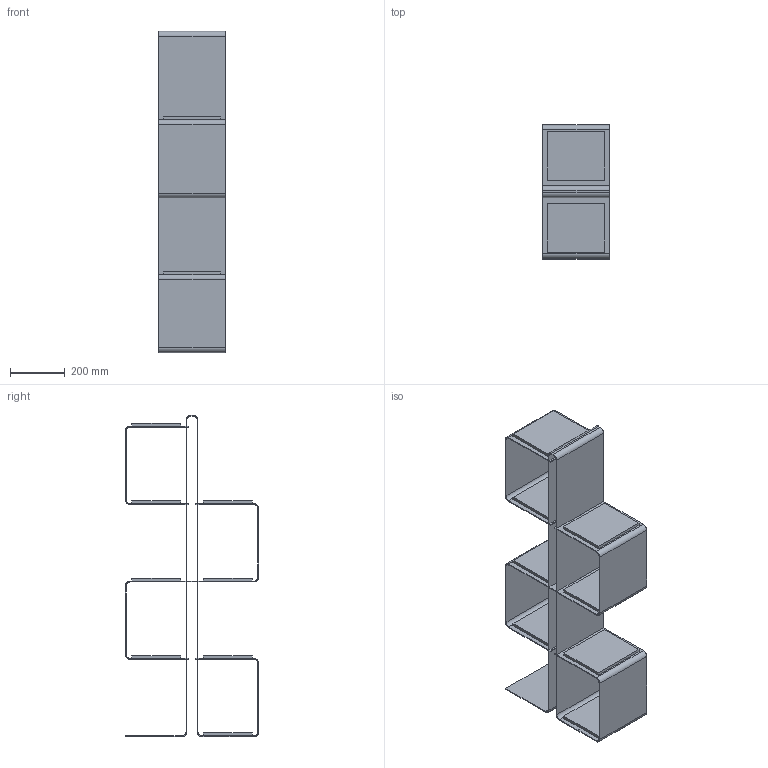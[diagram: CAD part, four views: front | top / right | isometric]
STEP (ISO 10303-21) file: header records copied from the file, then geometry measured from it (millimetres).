
FILE_DESCRIPTION(('FreeCAD Model'),'2;1');
FILE_NAME('Open CASCADE Shape Model','2025-05-01T04:27:54',('FreeCAD'),( 'FreeCAD'),'Open CASCADE STEP processor 7.6','FreeCAD','Unknown');
FILE_SCHEMA(('AUTOMOTIVE_DESIGN { 1 0 10303 214 1 1 1 1 }'));
Length unit declared in the file: millimetre
Products named in the file (1): Open CASCADE STEP translator 7.6 1
Bounding box: 242.99 x 489.22 x 1177.69 mm (x, y, z)
Volume: 7491949.3 mm3; surface area: 3389259.1 mm2
Topology: 12 solids, 12 shells, 293 faces, 711 edges, 442 vertices
Faces by surface type: bspline 293
Entity records: 8480 total; most frequent: CARTESIAN_POINT 4149, ORIENTED_EDGE 1422, EDGE_CURVE 711, B_SPLINE_CURVE_WITH_KNOTS 521, VERTEX_POINT 442, FACE_BOUND 357, EDGE_LOOP 357, ADVANCED_FACE 293
